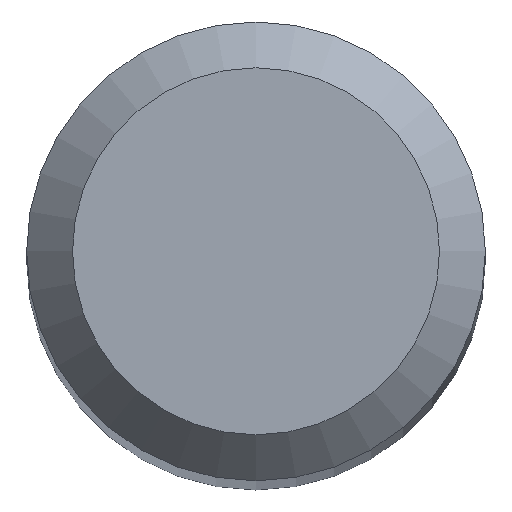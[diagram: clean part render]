
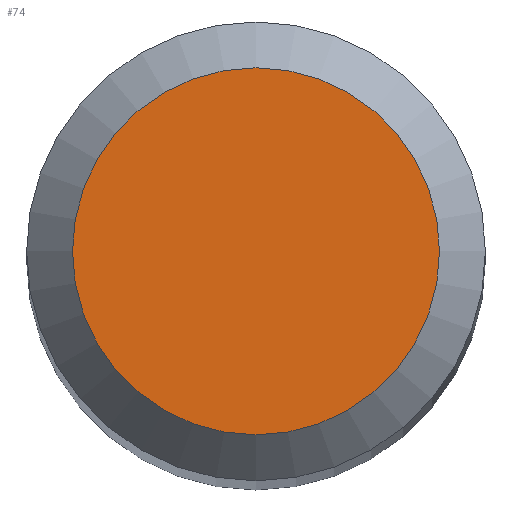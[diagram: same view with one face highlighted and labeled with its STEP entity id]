
A CAD part, top view. The second image highlights one B-rep face of the part: STEP entity #74.
In plain terms, the highlighted planar face has unit normal (0, 0, 1).
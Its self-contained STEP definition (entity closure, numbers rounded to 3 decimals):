
#3 = EDGE_LOOP ( 'NONE', ( #174 ) ) ;
#11 = DIRECTION ( 'NONE',  ( 0., 0., -1. ) ) ;
#12 = AXIS2_PLACEMENT_3D ( 'NONE', #56, #207, #59 ) ;
#13 = CARTESIAN_POINT ( 'NONE',  ( 0., 1.2, 38. ) ) ;
#54 = PLANE ( 'NONE',  #12 ) ;
#56 = CARTESIAN_POINT ( 'NONE',  ( 0., 0., 38. ) ) ;
#59 = DIRECTION ( 'NONE',  ( 0., 1., 0. ) ) ;
#74 = ADVANCED_FACE ( 'NONE', ( #171 ), #54, .F. ) ;
#76 = CIRCLE ( 'NONE', #240, 1.2 ) ;
#138 = CARTESIAN_POINT ( 'NONE',  ( 0., 0., 38. ) ) ;
#143 = DIRECTION ( 'NONE',  ( 0., 1., 0. ) ) ;
#147 = EDGE_CURVE ( 'NONE', #235, #235, #76, .T. ) ;
#171 = FACE_OUTER_BOUND ( 'NONE', #3, .T. ) ;
#174 = ORIENTED_EDGE ( 'NONE', *, *, #147, .F. ) ;
#207 = DIRECTION ( 'NONE',  ( 0., 0., -1. ) ) ;
#235 = VERTEX_POINT ( 'NONE', #13 ) ;
#240 = AXIS2_PLACEMENT_3D ( 'NONE', #138, #11, #143 ) ;
